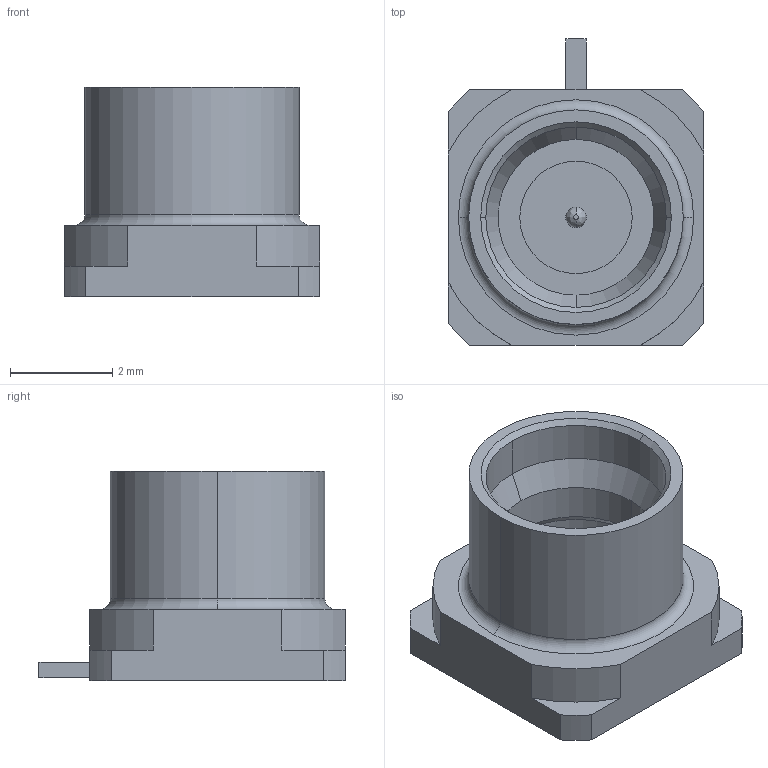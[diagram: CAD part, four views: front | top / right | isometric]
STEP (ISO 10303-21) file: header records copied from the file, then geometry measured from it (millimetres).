
FILE_DESCRIPTION(('FreeCAD Model'),'2;1');
FILE_NAME('853050232.stp', '2019-10-17T21:33:33',('kicad StepUp'),('ksu MCAD'), 'Open CASCADE STEP processor 7.2','FreeCAD','Unknown');
FILE_SCHEMA(('CONFIG_CONTROL_DESIGN','SHAPE_APPEARANCE_LAYER_MIM'));
Length unit declared in the file: millimetre
Products named in the file (3): _53050232; SOLID; COMPOUND
Assembly tree (2 placements, depth 2):
  _53050232
    SOLID
    COMPOUND
Bounding box: 5 x 6 x 4.1 mm (x, y, z)
Volume: 44.2 mm3; surface area: 144.4 mm2
Topology: 1 solids, 1 shells, 74 faces, 207 edges, 174 vertices
Faces by surface type: plane 35, cylinder 27, cone 8, torus 2, bspline 2
Entity records: 2730 total; most frequent: CARTESIAN_POINT 510, DIRECTION 437, ORIENTED_EDGE 386, EDGE_CURVE 193, AXIS2_PLACEMENT_3D 157, VERTEX_POINT 126, LINE 123, VECTOR 123
